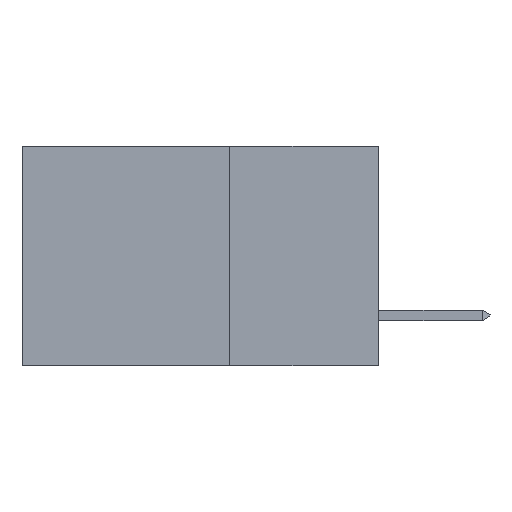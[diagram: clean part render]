
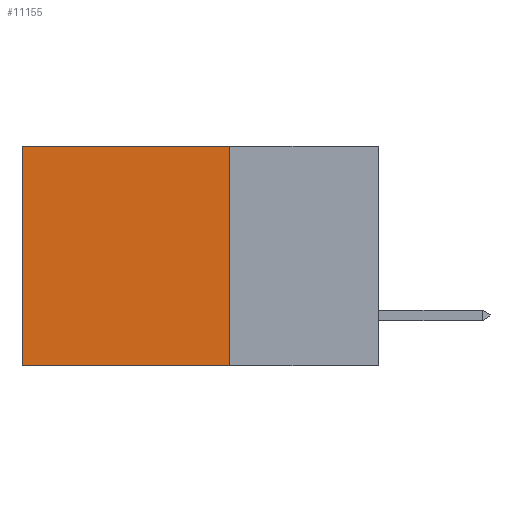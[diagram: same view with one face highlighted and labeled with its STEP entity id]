
A CAD part, left-side view. The second image highlights one B-rep face of the part: STEP entity #11155.
In plain terms, the highlighted planar face has unit normal (-1, 0, 0).
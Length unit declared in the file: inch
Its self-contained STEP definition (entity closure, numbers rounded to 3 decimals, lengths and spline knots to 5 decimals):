
#553 = VECTOR ( 'NONE', #6070, 39.37008 ) ;
#969 = CARTESIAN_POINT ( 'NONE',  ( 0.2615, 0.25, 0. ) ) ;
#1722 = ORIENTED_EDGE ( 'NONE', *, *, #2435, .T. ) ;
#2054 = CARTESIAN_POINT ( 'NONE',  ( 0.2615, 0.25, 0. ) ) ;
#2084 = EDGE_CURVE ( 'NONE', #3535, #12980, #3356, .T. ) ;
#2283 = ORIENTED_EDGE ( 'NONE', *, *, #2084, .T. ) ;
#2435 = EDGE_CURVE ( 'NONE', #12980, #13903, #11190, .T. ) ;
#2718 = LINE ( 'NONE', #2814, #5414 ) ;
#2814 = CARTESIAN_POINT ( 'NONE',  ( 0.2615, 0.25, -0.37 ) ) ;
#2995 = EDGE_CURVE ( 'NONE', #3535, #12647, #12267, .T. ) ;
#3356 = LINE ( 'NONE', #2054, #553 ) ;
#3535 = VERTEX_POINT ( 'NONE', #969 ) ;
#3795 = AXIS2_PLACEMENT_3D ( 'NONE', #11814, #10684, #4970 ) ;
#3799 = CARTESIAN_POINT ( 'NONE',  ( 0.2615, 0.25, -0.37 ) ) ;
#4970 = DIRECTION ( 'NONE',  ( 0., 0., -1. ) ) ;
#5414 = VECTOR ( 'NONE', #8603, 39.37008 ) ;
#6070 = DIRECTION ( 'NONE',  ( 0., 1., 0. ) ) ;
#7757 = PLANE ( 'NONE',  #3795 ) ;
#8603 = DIRECTION ( 'NONE',  ( 0., 1., 0. ) ) ;
#9225 = ORIENTED_EDGE ( 'NONE', *, *, #15248, .F. ) ;
#9302 = EDGE_LOOP ( 'NONE', ( #1722, #9225, #12024, #2283 ) ) ;
#10684 = DIRECTION ( 'NONE',  ( 1., 0., 0. ) ) ;
#11155 = ADVANCED_FACE ( 'NONE', ( #14936 ), #7757, .F. ) ;
#11190 = LINE ( 'NONE', #18789, #15083 ) ;
#11202 = CARTESIAN_POINT ( 'NONE',  ( 0.2615, 0.6, 0. ) ) ;
#11461 = DIRECTION ( 'NONE',  ( 0., 0., -1. ) ) ;
#11814 = CARTESIAN_POINT ( 'NONE',  ( 0.2615, 0.25, -0.37 ) ) ;
#12024 = ORIENTED_EDGE ( 'NONE', *, *, #2995, .F. ) ;
#12267 = LINE ( 'NONE', #18116, #17464 ) ;
#12647 = VERTEX_POINT ( 'NONE', #3799 ) ;
#12980 = VERTEX_POINT ( 'NONE', #11202 ) ;
#13903 = VERTEX_POINT ( 'NONE', #18450 ) ;
#14936 = FACE_OUTER_BOUND ( 'NONE', #9302, .T. ) ;
#15083 = VECTOR ( 'NONE', #11461, 39.37008 ) ;
#15248 = EDGE_CURVE ( 'NONE', #12647, #13903, #2718, .T. ) ;
#17464 = VECTOR ( 'NONE', #18202, 39.37008 ) ;
#18116 = CARTESIAN_POINT ( 'NONE',  ( 0.2615, 0.25, -0.37 ) ) ;
#18202 = DIRECTION ( 'NONE',  ( 0., 0., -1. ) ) ;
#18450 = CARTESIAN_POINT ( 'NONE',  ( 0.2615, 0.6, -0.37 ) ) ;
#18789 = CARTESIAN_POINT ( 'NONE',  ( 0.2615, 0.6, -0.37 ) ) ;
